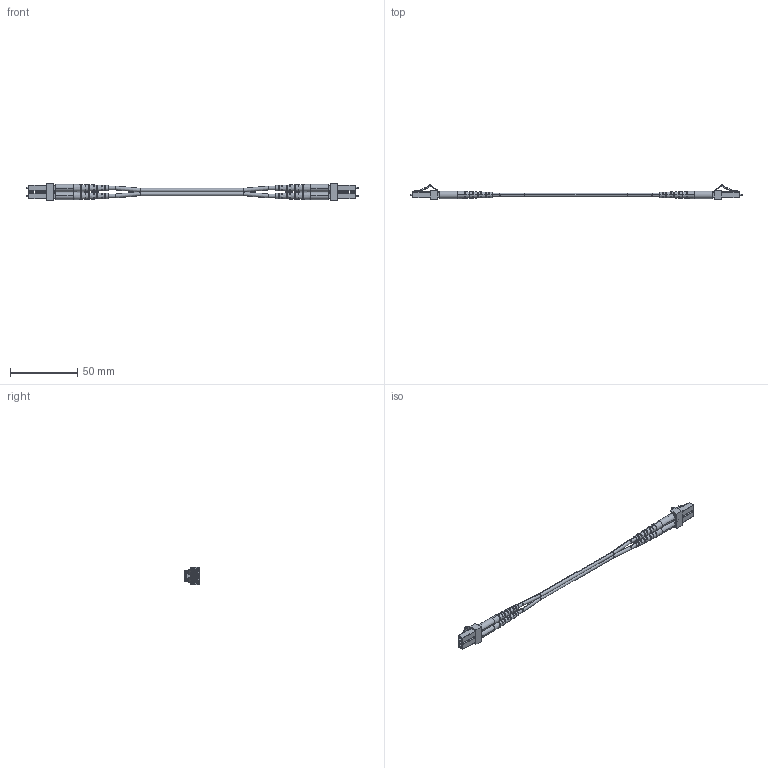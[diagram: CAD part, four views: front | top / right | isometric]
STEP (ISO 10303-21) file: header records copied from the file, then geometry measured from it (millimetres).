
FILE_DESCRIPTION (( 'STEP AP214' ), '1' );
FILE_NAME ('FODZLCCL-OM3.STEP', '2015-09-08T15:05:03', ( 'L-Com' ), ( 'L-Com Global Connectivity' ), 'SwSTEP 2.0', 'SolidWorks 2014', '' );
FILE_SCHEMA (( 'AUTOMOTIVE_DESIGN' ));
Length unit declared in the file: inch
Products named in the file (7): CONN-LC3-240-3-MA1; 1AL06-113_clipped LC both ends; FODZLCCL-OM3; CONN-LC3-240-3; CONN-LC3-240-3-MA3; LC-CONN; CONN-LC3-240-3-MA2
Assembly tree (8 placements, depth 4):
  FODZLCCL-OM3
    1AL06-113_clipped LC both ends
    CONN-LC3-240-3  x2
      LC-CONN
        CONN-LC3-240-3-MA1
        CONN-LC3-240-3-MA2
      CONN-LC3-240-3-MA3
Bounding box: 246.89 x 10.6 x 13.34 mm (x, y, z)
Volume: 5400.8 mm3; surface area: 11275.9 mm2
Topology: 11 solids, 11 shells, 733 faces, 2011 edges, 1270 vertices
Faces by surface type: plane 484, cylinder 119, cone 72, torus 24, bspline 18, sphere 16
Entity records: 9164 total; most frequent: CARTESIAN_POINT 2217, ORIENTED_EDGE 1264, DIRECTION 1252, EDGE_CURVE 632, AXIS2_PLACEMENT_3D 453, VERTEX_POINT 398, VECTOR 346, LINE 346
